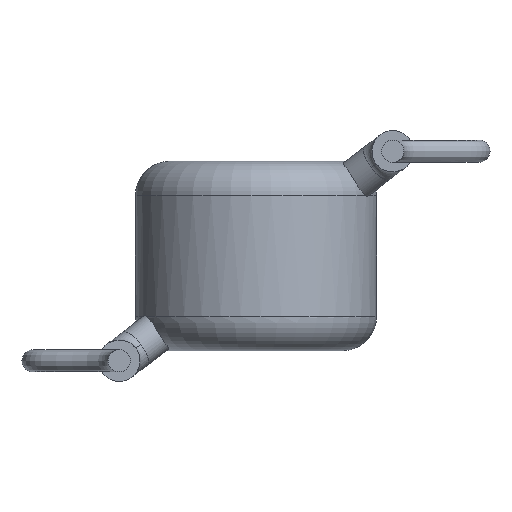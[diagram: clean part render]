
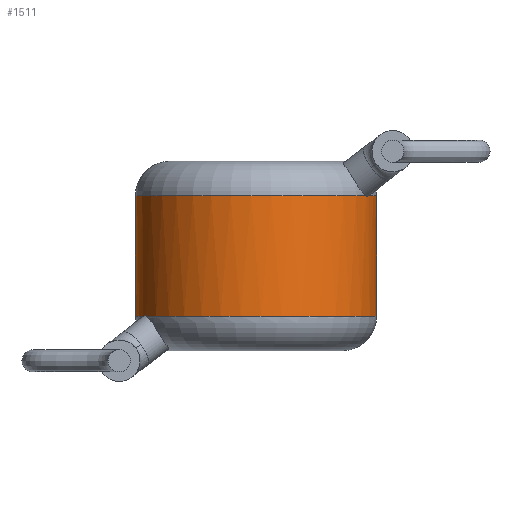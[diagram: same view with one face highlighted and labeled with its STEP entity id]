
A CAD part, front view. The second image highlights one B-rep face of the part: STEP entity #1511.
In plain terms, the highlighted cylindrical face has radius 3.5 mm (diameter 7 mm), a partial arc.
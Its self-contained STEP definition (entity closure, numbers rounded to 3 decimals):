
#105 = DIRECTION ( 'NONE',  ( 0., 0., -1. ) ) ;
#178 = CARTESIAN_POINT ( 'NONE',  ( 0., 0., 1. ) ) ;
#270 = ORIENTED_EDGE ( 'NONE', *, *, #3280, .F. ) ;
#310 = VERTEX_POINT ( 'NONE', #2222 ) ;
#475 = DIRECTION ( 'NONE',  ( 1., 0., 0. ) ) ;
#607 = VERTEX_POINT ( 'NONE', #3542 ) ;
#708 = CARTESIAN_POINT ( 'NONE',  ( 3.268, -1.252, 4.5 ) ) ;
#737 = AXIS2_PLACEMENT_3D ( 'NONE', #3173, #105, #475 ) ;
#755 = EDGE_CURVE ( 'NONE', #3746, #607, #4050, .T. ) ;
#758 = DIRECTION ( 'NONE',  ( 0., 0., -1. ) ) ;
#760 = CARTESIAN_POINT ( 'NONE',  ( -3.245, -1.314, 1.012 ) ) ;
#806 = CIRCLE ( 'NONE', #3137, 3.5 ) ;
#808 = CARTESIAN_POINT ( 'NONE',  ( 0., 0., 1. ) ) ;
#869 = EDGE_CURVE ( 'NONE', #1932, #1828, #1057, .T. ) ;
#936 = CARTESIAN_POINT ( 'NONE',  ( -3.268, -1.252, 1. ) ) ;
#1053 = CIRCLE ( 'NONE', #3360, 3.5 ) ;
#1057 = LINE ( 'NONE', #3552, #1639 ) ;
#1089 = ORIENTED_EDGE ( 'NONE', *, *, #755, .T. ) ;
#1120 = EDGE_CURVE ( 'NONE', #1828, #1541, #1053, .T. ) ;
#1160 = DIRECTION ( 'NONE',  ( 0., 0., -1. ) ) ;
#1402 = CYLINDRICAL_SURFACE ( 'NONE', #3625, 3.5 ) ;
#1464 = DIRECTION ( 'NONE',  ( 1., 0., 0. ) ) ;
#1503 = ORIENTED_EDGE ( 'NONE', *, *, #1120, .T. ) ;
#1511 = ADVANCED_FACE ( 'NONE', ( #3482 ), #1402, .T. ) ;
#1528 = ORIENTED_EDGE ( 'NONE', *, *, #4084, .T. ) ;
#1540 = DIRECTION ( 'NONE',  ( 0., 0., 1. ) ) ;
#1541 = VERTEX_POINT ( 'NONE', #936 ) ;
#1583 = DIRECTION ( 'NONE',  ( 1., 0., 0. ) ) ;
#1613 = CARTESIAN_POINT ( 'NONE',  ( 3.192, -1.437, 4.5 ) ) ;
#1639 = VECTOR ( 'NONE', #758, 1000. ) ;
#1717 = DIRECTION ( 'NONE',  ( 0., 0., -1. ) ) ;
#1792 = CARTESIAN_POINT ( 'NONE',  ( -3.192, -1.437, 1. ) ) ;
#1822 = DIRECTION ( 'NONE',  ( 0., 0., 1. ) ) ;
#1828 = VERTEX_POINT ( 'NONE', #3372 ) ;
#1860 = CIRCLE ( 'NONE', #3616, 3.5 ) ;
#1877 = ORIENTED_EDGE ( 'NONE', *, *, #3966, .T. ) ;
#1932 = VERTEX_POINT ( 'NONE', #2287 ) ;
#1940 = CARTESIAN_POINT ( 'NONE',  ( 0., 0., 5.5 ) ) ;
#1981 = CARTESIAN_POINT ( 'NONE',  ( 3.268, -1.252, 4.5 ) ) ;
#2164 = ORIENTED_EDGE ( 'NONE', *, *, #4132, .T. ) ;
#2222 = CARTESIAN_POINT ( 'NONE',  ( 3.5, 0., 1. ) ) ;
#2287 = CARTESIAN_POINT ( 'NONE',  ( -3.5, 0., 4.5 ) ) ;
#2487 = CARTESIAN_POINT ( 'NONE',  ( -3.268, -1.252, 1. ) ) ;
#2547 = EDGE_LOOP ( 'NONE', ( #270, #1877, #1089, #2164, #2658, #1503, #2869, #1528 ) ) ;
#2604 = DIRECTION ( 'NONE',  ( 1., 0., 0. ) ) ;
#2653 = CARTESIAN_POINT ( 'NONE',  ( 3.219, -1.376, 4.488 ) ) ;
#2658 = ORIENTED_EDGE ( 'NONE', *, *, #869, .T. ) ;
#2691 = CARTESIAN_POINT ( 'NONE',  ( 3.245, -1.314, 4.488 ) ) ;
#2711 = DIRECTION ( 'NONE',  ( -1., 0., 0. ) ) ;
#2853 = CARTESIAN_POINT ( 'NONE',  ( 3.5, 0., 4.5 ) ) ;
#2869 = ORIENTED_EDGE ( 'NONE', *, *, #3851, .T. ) ;
#3102 = CARTESIAN_POINT ( 'NONE',  ( 3.5, 0., 5.5 ) ) ;
#3137 = AXIS2_PLACEMENT_3D ( 'NONE', #808, #1822, #1464 ) ;
#3145 = CARTESIAN_POINT ( 'NONE',  ( -3.219, -1.376, 1.012 ) ) ;
#3173 = CARTESIAN_POINT ( 'NONE',  ( 0., 0., 4.5 ) ) ;
#3179 = VECTOR ( 'NONE', #1717, 1000. ) ;
#3280 = EDGE_CURVE ( 'NONE', #4001, #310, #4113, .T. ) ;
#3360 = AXIS2_PLACEMENT_3D ( 'NONE', #178, #1540, #1583 ) ;
#3372 = CARTESIAN_POINT ( 'NONE',  ( -3.5, 0., 1. ) ) ;
#3405 = B_SPLINE_CURVE_WITH_KNOTS ( 'NONE', 3,
 ( #2487, #760, #3145, #3505 ),
 .UNSPECIFIED., .F., .F.,
 ( 4, 4 ),
 ( 0., 1. ),
 .UNSPECIFIED. ) ;
#3482 = FACE_OUTER_BOUND ( 'NONE', #2547, .T. ) ;
#3505 = CARTESIAN_POINT ( 'NONE',  ( -3.192, -1.437, 1. ) ) ;
#3542 = CARTESIAN_POINT ( 'NONE',  ( 3.192, -1.437, 4.5 ) ) ;
#3552 = CARTESIAN_POINT ( 'NONE',  ( -3.5, 0., 5.5 ) ) ;
#3616 = AXIS2_PLACEMENT_3D ( 'NONE', #4238, #1160, #2604 ) ;
#3625 = AXIS2_PLACEMENT_3D ( 'NONE', #1940, #3714, #2711 ) ;
#3714 = DIRECTION ( 'NONE',  ( 0., 0., -1. ) ) ;
#3746 = VERTEX_POINT ( 'NONE', #708 ) ;
#3840 = CIRCLE ( 'NONE', #737, 3.5 ) ;
#3851 = EDGE_CURVE ( 'NONE', #1541, #3949, #3405, .T. ) ;
#3949 = VERTEX_POINT ( 'NONE', #1792 ) ;
#3966 = EDGE_CURVE ( 'NONE', #4001, #3746, #3840, .T. ) ;
#4001 = VERTEX_POINT ( 'NONE', #2853 ) ;
#4050 = B_SPLINE_CURVE_WITH_KNOTS ( 'NONE', 3,
 ( #1981, #2691, #2653, #1613 ),
 .UNSPECIFIED., .F., .F.,
 ( 4, 4 ),
 ( 0., 1. ),
 .UNSPECIFIED. ) ;
#4084 = EDGE_CURVE ( 'NONE', #3949, #310, #806, .T. ) ;
#4113 = LINE ( 'NONE', #3102, #3179 ) ;
#4132 = EDGE_CURVE ( 'NONE', #607, #1932, #1860, .T. ) ;
#4238 = CARTESIAN_POINT ( 'NONE',  ( 0., 0., 4.5 ) ) ;
